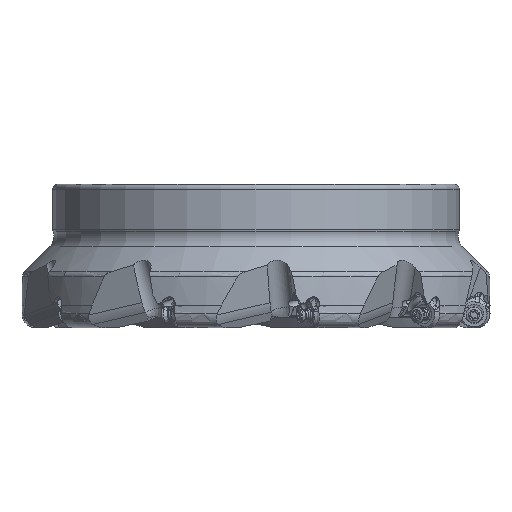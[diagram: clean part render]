
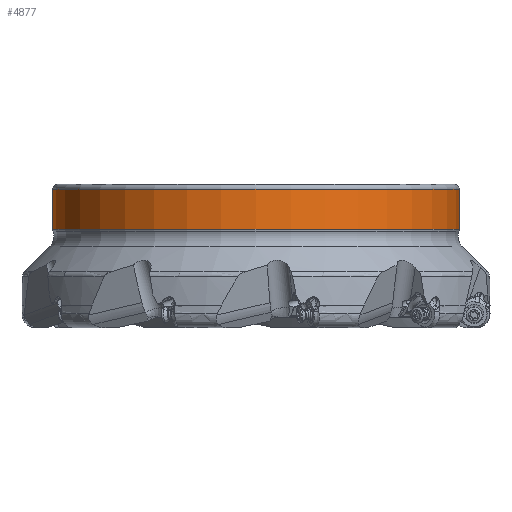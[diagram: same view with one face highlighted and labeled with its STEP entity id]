
A CAD part, front view. The second image highlights one B-rep face of the part: STEP entity #4877.
In plain terms, the highlighted cylindrical face has radius 87.5 mm (diameter 175 mm), a partial arc.
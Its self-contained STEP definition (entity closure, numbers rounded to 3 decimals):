
#871=LINE('',#89764,#1700);
#872=LINE('',#89768,#1701);
#1700=VECTOR('',#27991,1.);
#1701=VECTOR('',#27994,1.);
#2412=CYLINDRICAL_SURFACE('',#23938,87.5);
#3632=FACE_OUTER_BOUND('',#6470,.T.);
#4877=ADVANCED_FACE('',(#3632),#2412,.T.);
#6470=EDGE_LOOP('',(#13110,#13111,#13112,#13113));
#13110=ORIENTED_EDGE('',*,*,#20176,.F.);
#13111=ORIENTED_EDGE('',*,*,#20177,.F.);
#13112=ORIENTED_EDGE('',*,*,#20178,.F.);
#13113=ORIENTED_EDGE('',*,*,#20175,.F.);
#17097=VERTEX_POINT('',#89759);
#17098=VERTEX_POINT('',#89761);
#17099=VERTEX_POINT('',#89765);
#17100=VERTEX_POINT('',#89767);
#20175=EDGE_CURVE('',#17098,#17097,#21745,.T.);
#20176=EDGE_CURVE('',#17099,#17098,#871,.T.);
#20177=EDGE_CURVE('',#17100,#17099,#21746,.T.);
#20178=EDGE_CURVE('',#17097,#17100,#872,.T.);
#21745=CIRCLE('',#23935,87.5);
#21746=CIRCLE('',#23937,87.5);
#23935=AXIS2_PLACEMENT_3D('',#89762,#27987,#27988);
#23937=AXIS2_PLACEMENT_3D('',#89766,#27992,#27993);
#23938=AXIS2_PLACEMENT_3D('',#89769,#27995,#27996);
#27987=DIRECTION('',(0.,0.,-1.));
#27988=DIRECTION('',(1.,0.,0.));
#27991=DIRECTION('',(0.,0.,-1.));
#27992=DIRECTION('',(0.,0.,1.));
#27993=DIRECTION('',(-1.,0.,0.));
#27994=DIRECTION('',(0.,0.,1.));
#27995=DIRECTION('',(0.,0.,-1.));
#27996=DIRECTION('',(-1.,0.,0.));
#89759=CARTESIAN_POINT('',(-87.5,0.,-19.44));
#89761=CARTESIAN_POINT('',(87.5,0.,-19.44));
#89762=CARTESIAN_POINT('',(0.,0.,-19.44));
#89764=CARTESIAN_POINT('',(87.5,0.,-2.));
#89765=CARTESIAN_POINT('',(87.5,0.,-2.));
#89766=CARTESIAN_POINT('',(0.,0.,-2.));
#89767=CARTESIAN_POINT('',(-87.5,0.,-2.));
#89768=CARTESIAN_POINT('',(-87.5,0.,-19.44));
#89769=CARTESIAN_POINT('',(0.,0.,-1.651));
